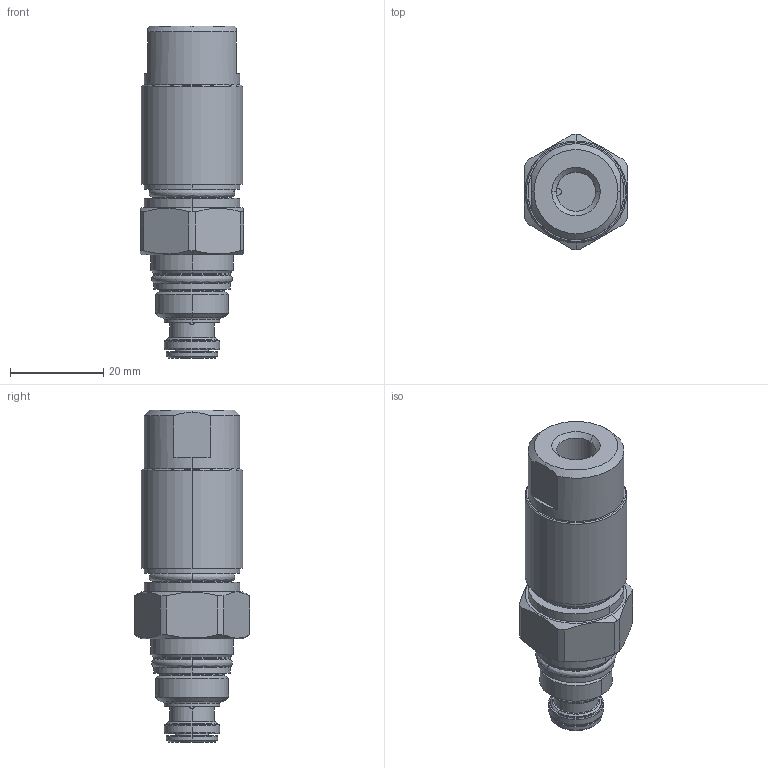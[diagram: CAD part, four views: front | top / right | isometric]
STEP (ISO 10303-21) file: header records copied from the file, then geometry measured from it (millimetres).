
FILE_DESCRIPTION((''),'2;1');
FILE_NAME('DAAPFCN_SW','2022-10-05T15:13:03',('SigMax'),(''),'CREO PARAMETRIC BY PTC INC, 2021072','CREO PARAMETRIC BY PTC INC, 2021072','');
FILE_SCHEMA(('AUTOMOTIVE_DESIGN { 1 0 10303 214 1 1 1 1 }'));
Length unit declared in the file: inch
Products named in the file (1): DAAPFCN_SW
Bounding box: 22.23 x 24.84 x 71.35 mm (x, y, z)
Volume: 18647.1 mm3; surface area: 9649 mm2
Topology: 3 solids, 3 shells, 248 faces, 538 edges, 324 vertices
Faces by surface type: cylinder 91, torus 53, plane 49, cone 47, revolution 8
Entity records: 9622 total; most frequent: CARTESIAN_POINT 2166, DIRECTION 1291, ORIENTED_EDGE 1076, AXIS2_PLACEMENT_3D 563, EDGE_CURVE 538, VERTEX_POINT 324, CIRCLE 323, EDGE_LOOP 282
